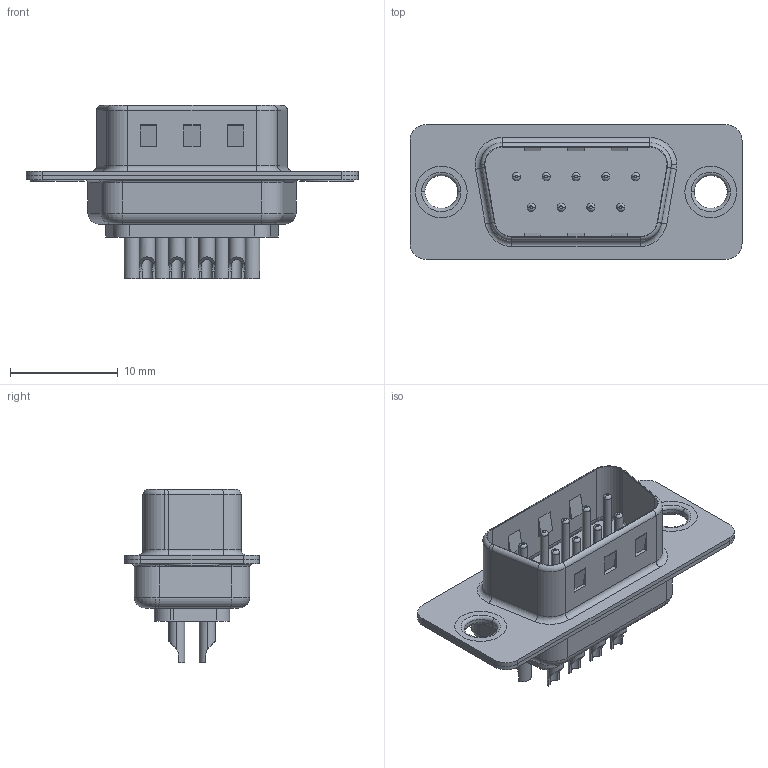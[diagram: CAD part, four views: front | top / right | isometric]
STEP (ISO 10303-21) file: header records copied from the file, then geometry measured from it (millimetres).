
FILE_DESCRIPTION (( 'STEP AP203' ), '1' );
FILE_NAME ('627-M09-222-BN1.STEP', '2021-04-23T15:04:36', ( '' ), ( '' ), 'SwSTEP 2.0', 'SolidWorks 2020', '' );
FILE_SCHEMA (( 'CONFIG_CONTROL_DESIGN' ));
Length unit declared in the file: millimetre
Products named in the file (7): 627M Contact Row 2_22; 627M Thru Hole Rivet; 627M Contact Row 1_22; 627M Housing_09 Contacts; 627-M09-222-BN1; 627M Shell Rear_09 Contacts; 627M Shell Front_09 Contacts
Assembly tree (14 placements, depth 2):
  627-M09-222-BN1
    627M Housing_09 Contacts
    627M Shell Front_09 Contacts
    627M Shell Rear_09 Contacts
    627M Contact Row 1_22  x5
    627M Contact Row 2_22  x4
    627M Thru Hole Rivet  x2
Bounding box: 30.8 x 12.5 x 16.05 mm (x, y, z)
Volume: 1252.7 mm3; surface area: 3512.9 mm2
Topology: 14 solids, 14 shells, 611 faces, 1431 edges, 877 vertices
Faces by surface type: cylinder 257, plane 188, torus 148, cone 18
Entity records: 12431 total; most frequent: DIRECTION 2153, CARTESIAN_POINT 2048, ORIENTED_EDGE 1850, EDGE_CURVE 925, AXIS2_PLACEMENT_3D 858, VERTEX_POINT 580, EDGE_LOOP 463, CIRCLE 453
